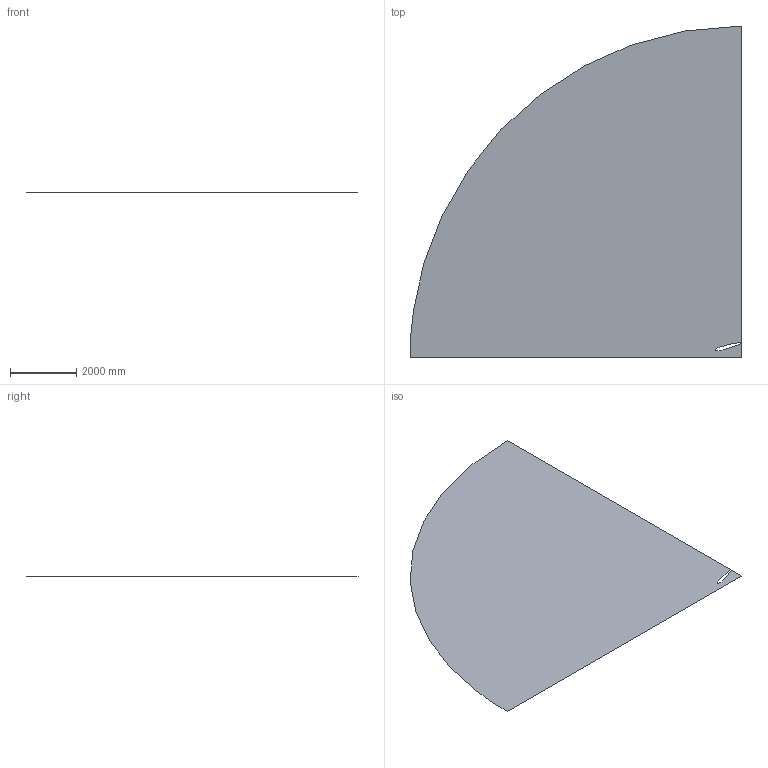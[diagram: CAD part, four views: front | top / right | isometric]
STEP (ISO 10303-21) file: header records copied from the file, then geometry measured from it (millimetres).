
FILE_DESCRIPTION(/* description */ (''),/* implementation_level */ '2;1');
FILE_NAME(/* name */ 'presa2',/* time_stamp */ '2015-11-21T18:16:15+01:00',/* author */ (''),/* organization */ (''),/* preprocessor_version */ 'ST-DEVELOPER v15',/* originating_system */ '',/* authorisation */ '');
FILE_SCHEMA (('AUTOMOTIVE_DESIGN'));
Length unit declared in the file: metre
Products named in the file (1): Document
Bounding box: 9996.56 x 10000 x 0 mm (x, y, z)
Surface area: 78475456.9 mm2 (no closed solid volume)
Topology: 0 solids, 1 shells, 1 faces, 6 edges, 7 vertices
Faces by surface type: plane 1
Entity records: 125 total; most frequent: CARTESIAN_POINT 71, DIRECTION 7, ORIENTED_EDGE 5, EDGE_CURVE 5, VERTEX_POINT 5, AXIS2_PLACEMENT_3D 4, SHAPE_REPRESENTATION_RELATIONSHIP 2, PRESENTATION_LAYER_ASSIGNMENT 2
